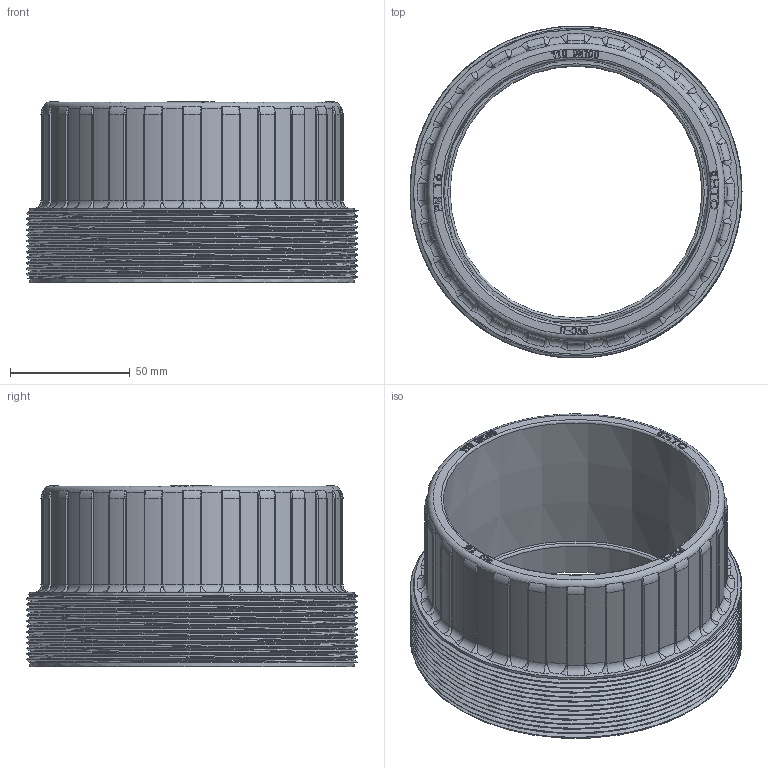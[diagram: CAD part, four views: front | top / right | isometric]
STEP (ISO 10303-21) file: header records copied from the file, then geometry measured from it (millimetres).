
FILE_DESCRIPTION(/* description */ (''),/* implementation_level */ '2;1');
FILE_NAME(/* name */ 'AF0600.SKM.110.step',/* time_stamp */ '2026-01-07T08:37:23+01:00',/* author */ (''),/* organization */ (''),/* preprocessor_version */ 'ST-DEVELOPER v20.1',/* originating_system */ 'Autodesk Translation Framework v14.21.0.0',/* authorisation */ '');
FILE_SCHEMA (('AUTOMOTIVE_DESIGN { 1 0 10303 214 3 1 1 }'));
Length unit declared in the file: millimetre
Products named in the file (1): 2026-01-07-06-16-21-713
Bounding box: 138.43 x 138.38 x 75.5 mm (x, y, z)
Volume: 283737.2 mm3; surface area: 80923.8 mm2
Topology: 1 solids, 1 shells, 1318 faces, 3655 edges, 2371 vertices
Faces by surface type: plane 956, cylinder 179, torus 123, bspline 59, cone 1
Full cylindrical faces by diameter (mm): 1.248 x1, 1.872 x1, 105 x1, 113.6 x1, 125 x1, 135.472 x13, 138.43 x11
Entity records: 63508 total; most frequent: CARTESIAN_POINT 30077, ORIENTED_EDGE 7310, DIRECTION 6451, EDGE_CURVE 3655, LINE 2841, VECTOR 2841, VERTEX_POINT 2371, AXIS2_PLACEMENT_3D 1805
